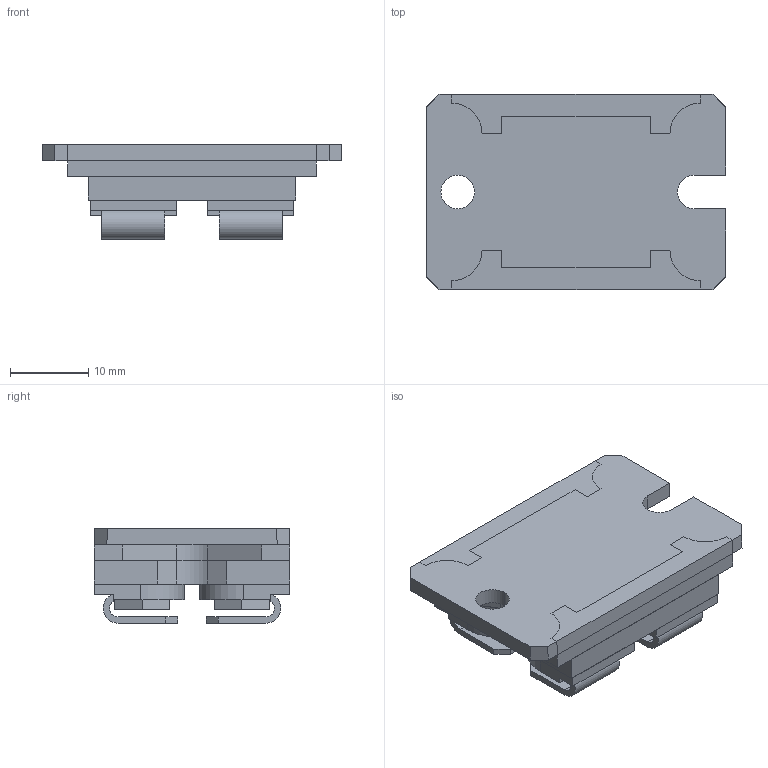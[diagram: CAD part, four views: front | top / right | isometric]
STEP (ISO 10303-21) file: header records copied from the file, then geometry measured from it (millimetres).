
FILE_DESCRIPTION((''),'2;1');
FILE_NAME('MICROSEMI_ISOTOP_FLIP_Part1.stp','2012-07-31T08:44:22',(''),(''),'Mechanical Desktop 2011','Mechanical Desktop 2011',', , ');
FILE_SCHEMA(('AUTOMOTIVE_DESIGN { 1 2 10303 214 1 1 1 1 }'));
Length unit declared in the file: millimetre
Products named in the file (1): Product
Bounding box: 38.2 x 24.96 x 12.04 mm (x, y, z)
Volume: 6639.9 mm3; surface area: 8397.9 mm2
Topology: 17 solids, 17 shells, 208 faces, 522 edges, 348 vertices
Faces by surface type: plane 164, cylinder 43, bspline 1
Entity records: 6251 total; most frequent: CARTESIAN_POINT 1082, ORIENTED_EDGE 1044, DIRECTION 1024, EDGE_CURVE 522, VECTOR 436, LINE 436, VERTEX_POINT 348, AXIS2_PLACEMENT_3D 294
